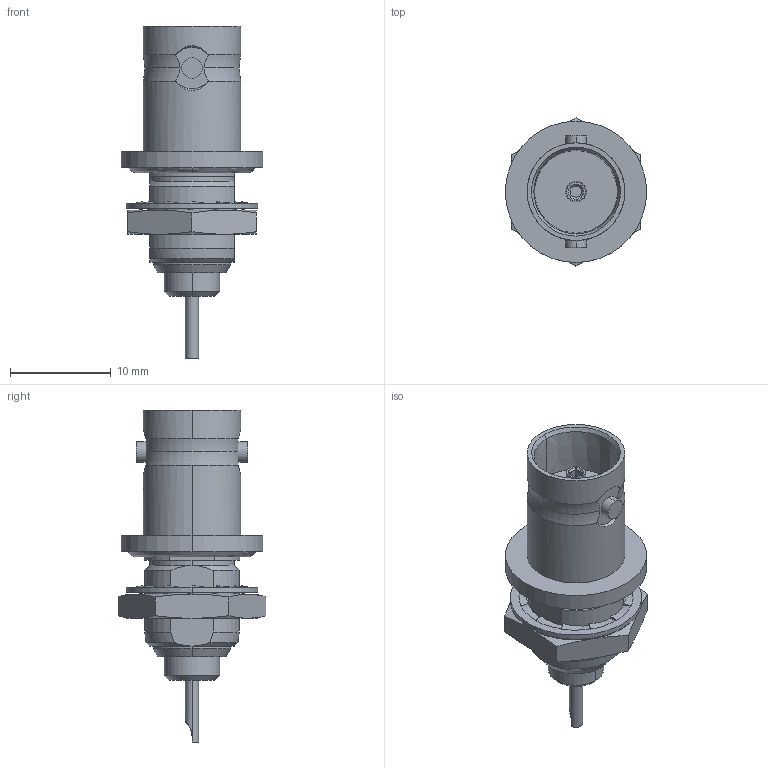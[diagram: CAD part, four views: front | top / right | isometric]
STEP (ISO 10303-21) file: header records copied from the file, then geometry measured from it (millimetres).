
FILE_DESCRIPTION (( 'STEP AP214' ), '1' );
FILE_NAME ('J01003A1221.STEP', '2018-07-12T11:50:52', ( '' ), ( '' ), 'SwSTEP 2.0', 'SolidWorks 2017', '' );
FILE_SCHEMA (( 'AUTOMOTIVE_DESIGN' ));
Length unit declared in the file: millimetre
Products named in the file (1): J01003A1221
Bounding box: 14 x 14.66 x 32.9 mm (x, y, z)
Volume: 1813.6 mm3; surface area: 1888.7 mm2
Topology: 3 solids, 3 shells, 260 faces, 640 edges, 399 vertices
Faces by surface type: plane 118, cylinder 50, cone 46, bspline 40, torus 6
Entity records: 11186 total; most frequent: CARTESIAN_POINT 2530, ORIENTED_EDGE 1280, DIRECTION 1071, EDGE_CURVE 640, VERTEX_POINT 399, AXIS2_PLACEMENT_3D 374, LINE 323, VECTOR 323
